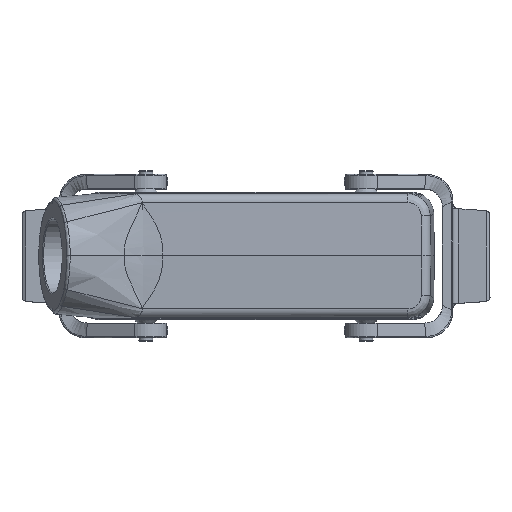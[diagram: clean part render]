
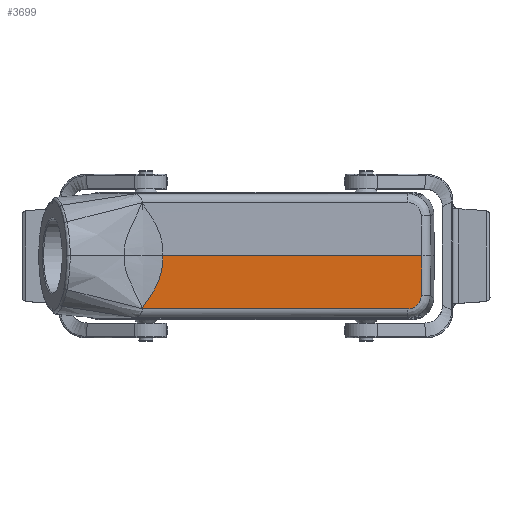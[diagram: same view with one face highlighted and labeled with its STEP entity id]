
A CAD part, top view. The second image highlights one B-rep face of the part: STEP entity #3699.
In plain terms, the highlighted planar face has unit normal (0, -0.018, 1).
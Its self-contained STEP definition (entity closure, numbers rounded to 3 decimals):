
#2754=FACE_OUTER_BOUND('',#4494,.T.);
#3351=PLANE('',#16407);
#3597=ELLIPSE('',#16406,4.504,4.5);
#3699=ADVANCED_FACE('',(#2754),#3351,.F.);
#4494=EDGE_LOOP('',(#5336,#5337,#5338,#5339,#5340));
#5336=ORIENTED_EDGE('',*,*,#9397,.T.);
#5337=ORIENTED_EDGE('',*,*,#9403,.T.);
#5338=ORIENTED_EDGE('',*,*,#9404,.T.);
#5339=ORIENTED_EDGE('',*,*,#9405,.T.);
#5340=ORIENTED_EDGE('',*,*,#9406,.T.);
#8429=VERTEX_POINT('',#22397);
#8430=VERTEX_POINT('',#22399);
#8434=VERTEX_POINT('',#22490);
#8435=VERTEX_POINT('',#22492);
#8436=VERTEX_POINT('',#22494);
#9397=EDGE_CURVE('',#8430,#8429,#13275,.T.);
#9403=EDGE_CURVE('',#8429,#8434,#11531,.T.);
#9404=EDGE_CURVE('',#8434,#8435,#13278,.T.);
#9405=EDGE_CURVE('',#8435,#8436,#3597,.T.);
#9406=EDGE_CURVE('',#8436,#8430,#13279,.T.);
#11531=B_SPLINE_CURVE_WITH_KNOTS('',3,(#22418,#22419,#22420,#22421,#22422,
#22423,#22424,#22425,#22426,#22427,#22428,#22429,#22430,#22431,#22432,#22433,
#22434,#22435,#22436,#22437,#22438,#22439,#22440,#22441,#22442,#22443,#22444,
#22445,#22446,#22447,#22448,#22449,#22450,#22451,#22452,#22453,#22454,#22455,
#22456,#22457,#22458,#22459,#22460,#22461,#22462,#22463,#22464,#22465,#22466,
#22467,#22468,#22469,#22470,#22471,#22472,#22473,#22474,#22475,#22476,#22477,
#22478,#22479,#22480,#22481,#22482,#22483,#22484,#22485,#22486,#22487,#22488,
#22489),.UNSPECIFIED.,.F.,.F.,(4,1,2,2,1,1,1,2,2,1,1,1,2,2,1,2,2,1,1,2,
2,2,2,2,1,2,2,1,1,2,2,2,2,2,2,2,2,1,2,2,2,2,4),(0.,0.125,0.188,
0.203,0.219,0.25,0.313,
0.344,0.352,0.359,0.375,
0.406,0.422,0.438,0.469,
0.484,0.5,0.531,0.547,0.555,
0.562,0.594,0.609,0.625,
0.656,0.672,0.687,0.719,
0.734,0.742,0.75,0.781,
0.797,0.812,0.828,0.844,
0.859,0.875,0.891,0.906,
0.937,0.969,1.),.UNSPECIFIED.);
#13275=LINE('',#22398,#14219);
#13278=LINE('',#22491,#14222);
#13279=LINE('',#22495,#14223);
#14219=VECTOR('',#17649,1.);
#14222=VECTOR('',#17658,1.);
#14223=VECTOR('',#17661,1.);
#16406=AXIS2_PLACEMENT_3D('',#22493,#17659,#17660);
#16407=AXIS2_PLACEMENT_3D('',#22496,#17662,#17663);
#17649=DIRECTION('',(-1.,0.,0.));
#17658=DIRECTION('',(1.,0.,0.));
#17659=DIRECTION('',(0.,-0.017,1.));
#17660=DIRECTION('',(0.622,-0.783,-0.014));
#17661=DIRECTION('',(0.017,1.,0.017));
#17662=DIRECTION('',(0.,0.017,-1.));
#17663=DIRECTION('',(0.,1.,0.017));
#22397=CARTESIAN_POINT('',(-31.343,0.,53.35));
#22398=CARTESIAN_POINT('',(0.,0.,53.35));
#22399=CARTESIAN_POINT('',(55.782,0.,53.35));
#22418=CARTESIAN_POINT('',(-31.343,0.,53.35));
#22419=CARTESIAN_POINT('',(-31.316,-0.677,53.338));
#22420=CARTESIAN_POINT('',(-31.327,-1.759,53.319));
#22421=CARTESIAN_POINT('',(-31.413,-2.941,53.299));
#22422=CARTESIAN_POINT('',(-31.459,-3.447,53.29));
#22423=CARTESIAN_POINT('',(-31.47,-3.562,53.288));
#22424=CARTESIAN_POINT('',(-31.485,-3.702,53.285));
#22425=CARTESIAN_POINT('',(-31.511,-3.918,53.282));
#22426=CARTESIAN_POINT('',(-31.599,-4.478,53.272));
#22427=CARTESIAN_POINT('',(-31.764,-5.24,53.259));
#22428=CARTESIAN_POINT('',(-31.935,-5.904,53.247));
#22429=CARTESIAN_POINT('',(-32.013,-6.193,53.242));
#22430=CARTESIAN_POINT('',(-32.027,-6.244,53.241));
#22431=CARTESIAN_POINT('',(-32.071,-6.403,53.238));
#22432=CARTESIAN_POINT('',(-32.133,-6.631,53.234));
#22433=CARTESIAN_POINT('',(-32.259,-7.087,53.226));
#22434=CARTESIAN_POINT('',(-32.358,-7.436,53.22));
#22435=CARTESIAN_POINT('',(-32.398,-7.57,53.218));
#22436=CARTESIAN_POINT('',(-32.417,-7.631,53.217));
#22437=CARTESIAN_POINT('',(-32.45,-7.726,53.215));
#22438=CARTESIAN_POINT('',(-32.539,-7.975,53.211));
#22439=CARTESIAN_POINT('',(-32.644,-8.242,53.206));
#22440=CARTESIAN_POINT('',(-32.772,-8.538,53.201));
#22441=CARTESIAN_POINT('',(-32.863,-8.742,53.197));
#22442=CARTESIAN_POINT('',(-32.918,-8.862,53.195));
#22443=CARTESIAN_POINT('',(-33.049,-9.142,53.19));
#22444=CARTESIAN_POINT('',(-33.181,-9.421,53.186));
#22445=CARTESIAN_POINT('',(-33.339,-9.745,53.18));
#22446=CARTESIAN_POINT('',(-33.407,-9.884,53.177));
#22447=CARTESIAN_POINT('',(-33.452,-9.977,53.176));
#22448=CARTESIAN_POINT('',(-33.481,-10.035,53.175));
#22449=CARTESIAN_POINT('',(-33.566,-10.206,53.172));
#22450=CARTESIAN_POINT('',(-33.647,-10.379,53.169));
#22451=CARTESIAN_POINT('',(-33.816,-10.75,53.162));
#22452=CARTESIAN_POINT('',(-33.866,-10.858,53.16));
#22453=CARTESIAN_POINT('',(-33.955,-11.044,53.157));
#22454=CARTESIAN_POINT('',(-33.986,-11.107,53.156));
#22455=CARTESIAN_POINT('',(-34.107,-11.335,53.152));
#22456=CARTESIAN_POINT('',(-34.251,-11.589,53.148));
#22457=CARTESIAN_POINT('',(-34.43,-11.879,53.143));
#22458=CARTESIAN_POINT('',(-34.558,-12.081,53.139));
#22459=CARTESIAN_POINT('',(-34.636,-12.202,53.137));
#22460=CARTESIAN_POINT('',(-34.819,-12.481,53.132));
#22461=CARTESIAN_POINT('',(-35.002,-12.759,53.127));
#22462=CARTESIAN_POINT('',(-35.217,-13.082,53.122));
#22463=CARTESIAN_POINT('',(-35.31,-13.221,53.119));
#22464=CARTESIAN_POINT('',(-35.371,-13.313,53.118));
#22465=CARTESIAN_POINT('',(-35.409,-13.37,53.117));
#22466=CARTESIAN_POINT('',(-35.53,-13.55,53.113));
#22467=CARTESIAN_POINT('',(-35.642,-13.73,53.11));
#22468=CARTESIAN_POINT('',(-35.835,-14.054,53.105));
#22469=CARTESIAN_POINT('',(-35.932,-14.22,53.102));
#22470=CARTESIAN_POINT('',(-36.071,-14.456,53.098));
#22471=CARTESIAN_POINT('',(-36.125,-14.545,53.096));
#22472=CARTESIAN_POINT('',(-36.197,-14.663,53.094));
#22473=CARTESIAN_POINT('',(-36.213,-14.686,53.094));
#22474=CARTESIAN_POINT('',(-36.309,-14.822,53.091));
#22475=CARTESIAN_POINT('',(-36.371,-14.907,53.09));
#22476=CARTESIAN_POINT('',(-36.522,-15.112,53.086));
#22477=CARTESIAN_POINT('',(-36.622,-15.244,53.084));
#22478=CARTESIAN_POINT('',(-36.797,-15.477,53.08));
#22479=CARTESIAN_POINT('',(-36.95,-15.686,53.076));
#22480=CARTESIAN_POINT('',(-37.062,-15.847,53.073));
#22481=CARTESIAN_POINT('',(-37.153,-15.984,53.071));
#22482=CARTESIAN_POINT('',(-37.223,-16.092,53.069));
#22483=CARTESIAN_POINT('',(-37.411,-16.372,53.064));
#22484=CARTESIAN_POINT('',(-37.538,-16.557,53.061));
#22485=CARTESIAN_POINT('',(-37.799,-16.923,53.055));
#22486=CARTESIAN_POINT('',(-37.939,-17.119,53.051));
#22487=CARTESIAN_POINT('',(-38.11,-17.494,53.045));
#22488=CARTESIAN_POINT('',(-38.156,-17.676,53.041));
#22489=CARTESIAN_POINT('',(-38.162,-17.852,53.038));
#22490=CARTESIAN_POINT('',(-38.231,-17.847,53.041));
#22491=CARTESIAN_POINT('',(0.,-17.852,53.038));
#22492=CARTESIAN_POINT('',(51.056,-17.852,53.038));
#22493=CARTESIAN_POINT('',(51.053,-13.35,53.117));
#22494=CARTESIAN_POINT('',(55.554,-13.431,53.116));
#22495=CARTESIAN_POINT('',(55.783,0.05,53.351));
#22496=CARTESIAN_POINT('',(0.,0.,53.35));
